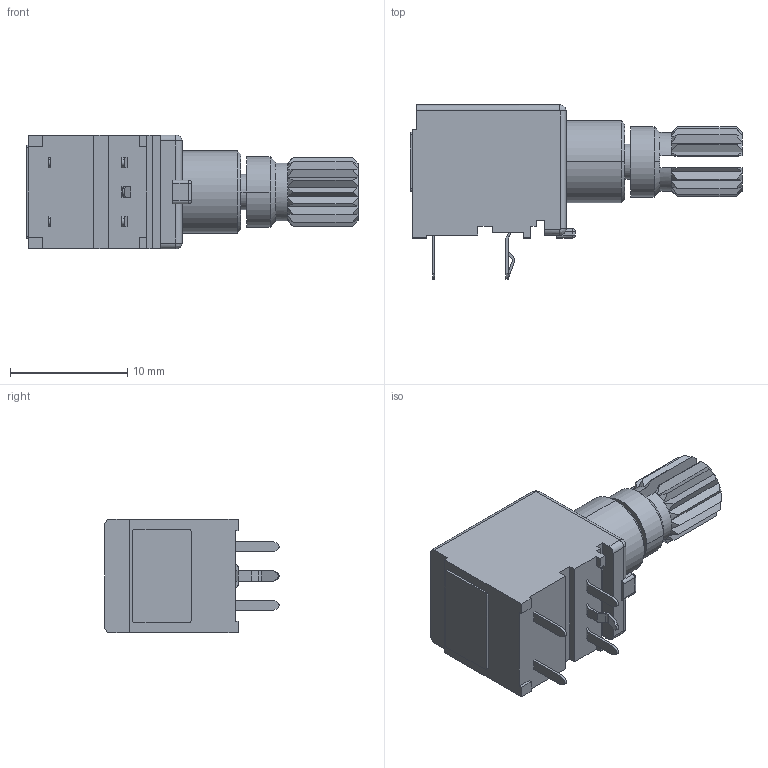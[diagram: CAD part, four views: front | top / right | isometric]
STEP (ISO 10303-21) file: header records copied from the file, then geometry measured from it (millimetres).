
FILE_DESCRIPTION((''),'2;1');
FILE_NAME('PEC09-2315K-S0015','2014-09-17T',('RICKB'),('Bourns, Inc.'),'PRO/ENGINEER BY PARAMETRIC TECHNOLOGY CORPORATION, 2012230','PRO/ENGINEER BY PARAMETRIC TECHNOLOGY CORPORATION, 2012230','');
FILE_SCHEMA(('CONFIG_CONTROL_DESIGN'));
Length unit declared in the file: millimetre
Products named in the file (1): PEC09-2315K-S0015
Bounding box: 28.3 x 14.85 x 9.7 mm (x, y, z)
Volume: 1767.9 mm3; surface area: 1256.3 mm2
Topology: 1 solids, 1 shells, 224 faces, 605 edges, 388 vertices
Faces by surface type: plane 140, cone 40, cylinder 36, bspline 4, sphere 4
Entity records: 7238 total; most frequent: CARTESIAN_POINT 1642, ORIENTED_EDGE 1202, DIRECTION 1111, EDGE_CURVE 601, VERTEX_POINT 388, AXIS2_PLACEMENT_3D 374, VECTOR 363, LINE 363
